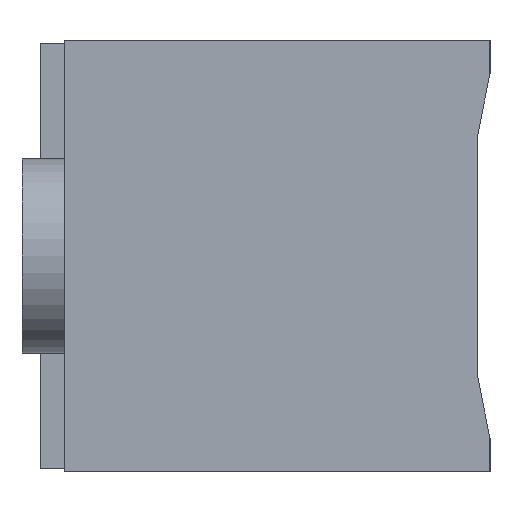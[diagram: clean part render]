
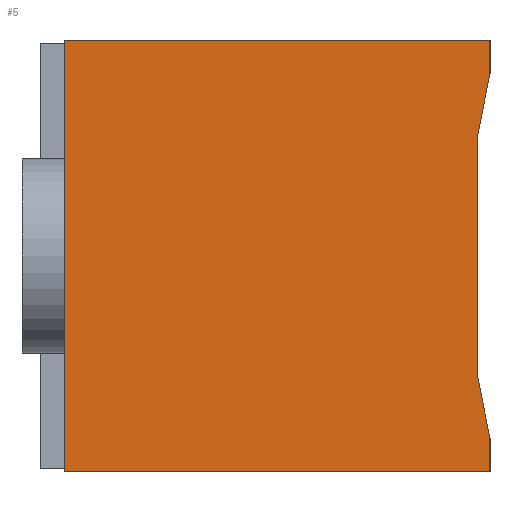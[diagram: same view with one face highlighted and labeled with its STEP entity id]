
A CAD part, left-side view. The second image highlights one B-rep face of the part: STEP entity #5.
In plain terms, the highlighted planar face has unit normal (-1, 0, 0).
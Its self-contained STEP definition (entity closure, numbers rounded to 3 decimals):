
#5 = ADVANCED_FACE ( 'NONE', ( #569 ), #197, .T. ) ;
#22 = DIRECTION ( 'NONE',  ( 0., 0., 1. ) ) ;
#42 = ORIENTED_EDGE ( 'NONE', *, *, #1046, .T. ) ;
#53 = CARTESIAN_POINT ( 'NONE',  ( 0., 0.2, 2. ) ) ;
#59 = VERTEX_POINT ( 'NONE', #1121 ) ;
#74 = DIRECTION ( 'NONE',  ( -1., 0., 0. ) ) ;
#97 = DIRECTION ( 'NONE',  ( 0., 0., -1. ) ) ;
#99 = ORIENTED_EDGE ( 'NONE', *, *, #787, .T. ) ;
#108 = LINE ( 'NONE', #531, #705 ) ;
#110 = VERTEX_POINT ( 'NONE', #53 ) ;
#158 = LINE ( 'NONE', #1233, #1370 ) ;
#179 = CARTESIAN_POINT ( 'NONE',  ( 0., 0., 3.55 ) ) ;
#181 = EDGE_LOOP ( 'NONE', ( #42, #1170, #354, #526, #808, #518, #1393, #99 ) ) ;
#197 = PLANE ( 'NONE',  #1261 ) ;
#199 = VECTOR ( 'NONE', #389, 1000. ) ;
#221 = EDGE_CURVE ( 'NONE', #59, #1019, #332, .T. ) ;
#228 = VERTEX_POINT ( 'NONE', #573 ) ;
#325 = EDGE_CURVE ( 'NONE', #228, #1019, #824, .T. ) ;
#332 = LINE ( 'NONE', #342, #565 ) ;
#342 = CARTESIAN_POINT ( 'NONE',  ( 0., 7., -3.55 ) ) ;
#354 = ORIENTED_EDGE ( 'NONE', *, *, #1290, .F. ) ;
#369 = VECTOR ( 'NONE', #1305, 1000. ) ;
#389 = DIRECTION ( 'NONE',  ( 0., -1., 0. ) ) ;
#408 = DIRECTION ( 'NONE',  ( 0., 0.196, 0.981 ) ) ;
#424 = VECTOR ( 'NONE', #759, 1000. ) ;
#448 = DIRECTION ( 'NONE',  ( 0., -1., 0. ) ) ;
#489 = CARTESIAN_POINT ( 'NONE',  ( 0., 0.2, 2. ) ) ;
#518 = ORIENTED_EDGE ( 'NONE', *, *, #325, .F. ) ;
#521 = CARTESIAN_POINT ( 'NONE',  ( 0., 0., 3.55 ) ) ;
#526 = ORIENTED_EDGE ( 'NONE', *, *, #677, .T. ) ;
#531 = CARTESIAN_POINT ( 'NONE',  ( 0., 0.2, -2. ) ) ;
#532 = CARTESIAN_POINT ( 'NONE',  ( 0., 0.2, -2. ) ) ;
#565 = VECTOR ( 'NONE', #448, 1000. ) ;
#569 = FACE_OUTER_BOUND ( 'NONE', #181, .T. ) ;
#573 = CARTESIAN_POINT ( 'NONE',  ( 0., 0., -3. ) ) ;
#602 = CARTESIAN_POINT ( 'NONE',  ( 0., 7., 3.55 ) ) ;
#677 = EDGE_CURVE ( 'NONE', #1021, #59, #158, .T. ) ;
#696 = VERTEX_POINT ( 'NONE', #521 ) ;
#705 = VECTOR ( 'NONE', #408, 1000. ) ;
#728 = CARTESIAN_POINT ( 'NONE',  ( 0., 0.2, -2. ) ) ;
#741 = CARTESIAN_POINT ( 'NONE',  ( 0., 0., 3. ) ) ;
#759 = DIRECTION ( 'NONE',  ( 0., 0., -1. ) ) ;
#784 = DIRECTION ( 'NONE',  ( 0., 0., 1. ) ) ;
#787 = EDGE_CURVE ( 'NONE', #1189, #110, #1415, .T. ) ;
#808 = ORIENTED_EDGE ( 'NONE', *, *, #221, .T. ) ;
#821 = LINE ( 'NONE', #1089, #199 ) ;
#824 = LINE ( 'NONE', #926, #1134 ) ;
#835 = VECTOR ( 'NONE', #22, 1000. ) ;
#836 = CARTESIAN_POINT ( 'NONE',  ( 0., 0., -3.55 ) ) ;
#901 = CARTESIAN_POINT ( 'NONE',  ( 0., 7., 3.55 ) ) ;
#926 = CARTESIAN_POINT ( 'NONE',  ( 0., 0., 3.55 ) ) ;
#989 = DIRECTION ( 'NONE',  ( 0., 0., -1. ) ) ;
#1019 = VERTEX_POINT ( 'NONE', #836 ) ;
#1021 = VERTEX_POINT ( 'NONE', #602 ) ;
#1045 = LINE ( 'NONE', #179, #424 ) ;
#1046 = EDGE_CURVE ( 'NONE', #110, #1096, #1269, .T. ) ;
#1089 = CARTESIAN_POINT ( 'NONE',  ( 0., 7., 3.55 ) ) ;
#1096 = VERTEX_POINT ( 'NONE', #741 ) ;
#1121 = CARTESIAN_POINT ( 'NONE',  ( 0., 7., -3.55 ) ) ;
#1134 = VECTOR ( 'NONE', #97, 1000. ) ;
#1170 = ORIENTED_EDGE ( 'NONE', *, *, #1442, .F. ) ;
#1189 = VERTEX_POINT ( 'NONE', #532 ) ;
#1233 = CARTESIAN_POINT ( 'NONE',  ( 0., 7., 3.55 ) ) ;
#1261 = AXIS2_PLACEMENT_3D ( 'NONE', #901, #74, #784 ) ;
#1269 = LINE ( 'NONE', #489, #369 ) ;
#1290 = EDGE_CURVE ( 'NONE', #1021, #696, #821, .T. ) ;
#1305 = DIRECTION ( 'NONE',  ( 0., -0.196, 0.981 ) ) ;
#1370 = VECTOR ( 'NONE', #989, 1000. ) ;
#1393 = ORIENTED_EDGE ( 'NONE', *, *, #1486, .T. ) ;
#1415 = LINE ( 'NONE', #728, #835 ) ;
#1442 = EDGE_CURVE ( 'NONE', #696, #1096, #1045, .T. ) ;
#1486 = EDGE_CURVE ( 'NONE', #228, #1189, #108, .T. ) ;
